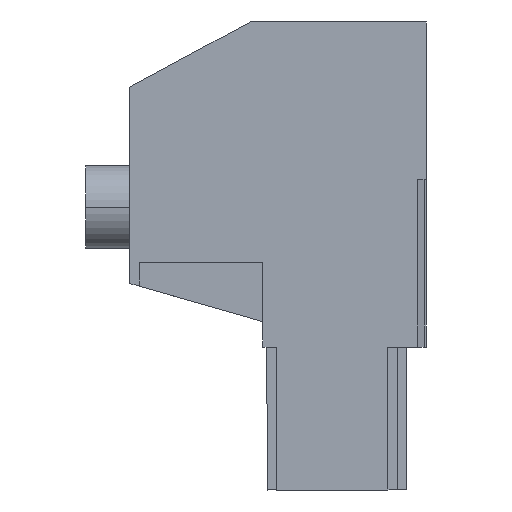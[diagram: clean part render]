
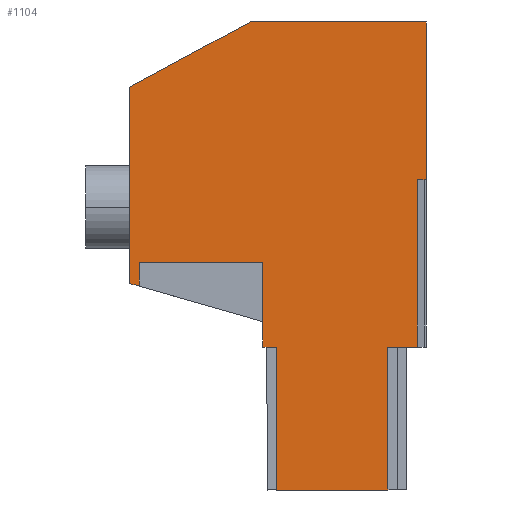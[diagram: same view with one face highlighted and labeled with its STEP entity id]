
A CAD part, left-side view. The second image highlights one B-rep face of the part: STEP entity #1104.
In plain terms, the highlighted planar face has unit normal (-1, 0, 0).
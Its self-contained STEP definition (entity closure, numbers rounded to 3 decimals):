
#1005=AXIS2_PLACEMENT_3D('Plane Axis2P3D',#1002,#1003,#1004) ;
#91=CARTESIAN_POINT('Vertex',(0.,0.915,14.6)) ;
#94=CARTESIAN_POINT('Line Origine',(0.,2.419,14.6)) ;
#98=CARTESIAN_POINT('Vertex',(0.,3.923,14.6)) ;
#611=CARTESIAN_POINT('Vertex',(0.,0.,47.8)) ;
#614=CARTESIAN_POINT('Line Origine',(0.,0.,39.75)) ;
#618=CARTESIAN_POINT('Vertex',(0.,0.,31.7)) ;
#987=CARTESIAN_POINT('Vertex',(0.,0.915,31.7)) ;
#990=CARTESIAN_POINT('Line Origine',(0.,0.915,23.15)) ;
#1002=CARTESIAN_POINT('Axis2P3D Location',(0.,2.,14.6)) ;
#1007=CARTESIAN_POINT('Line Origine',(0.,9.6,0.)) ;
#1011=CARTESIAN_POINT('Vertex',(0.,3.923,0.)) ;
#1013=CARTESIAN_POINT('Vertex',(0.,15.277,0.)) ;
#1016=CARTESIAN_POINT('Line Origine',(0.,3.923,7.3)) ;
#1021=CARTESIAN_POINT('Line Origine',(0.,0.458,31.7)) ;
#1026=CARTESIAN_POINT('Line Origine',(0.,9.,47.8)) ;
#1030=CARTESIAN_POINT('Vertex',(0.,18.,47.8)) ;
#1033=CARTESIAN_POINT('Line Origine',(0.,24.15,44.475)) ;
#1037=CARTESIAN_POINT('Vertex',(0.,30.3,41.15)) ;
#1040=CARTESIAN_POINT('Line Origine',(0.,30.3,31.125)) ;
#1044=CARTESIAN_POINT('Vertex',(0.,30.3,21.1)) ;
#1047=CARTESIAN_POINT('Line Origine',(0.,29.8,20.957)) ;
#1051=CARTESIAN_POINT('Vertex',(0.,29.3,20.813)) ;
#1054=CARTESIAN_POINT('Line Origine',(0.,29.3,22.032)) ;
#1058=CARTESIAN_POINT('Vertex',(0.,29.3,23.25)) ;
#1061=CARTESIAN_POINT('Line Origine',(0.,23.,23.25)) ;
#1065=CARTESIAN_POINT('Vertex',(0.,16.7,23.25)) ;
#1068=CARTESIAN_POINT('Line Origine',(0.,16.7,18.925)) ;
#1072=CARTESIAN_POINT('Vertex',(0.,16.7,14.6)) ;
#1075=CARTESIAN_POINT('Line Origine',(0.,15.989,14.6)) ;
#1079=CARTESIAN_POINT('Vertex',(0.,15.277,14.6)) ;
#1082=CARTESIAN_POINT('Line Origine',(0.,15.277,7.3)) ;
#95=DIRECTION('Vector Direction',(0.,1.,0.)) ;
#615=DIRECTION('Vector Direction',(0.,0.,-1.)) ;
#991=DIRECTION('Vector Direction',(0.,0.,1.)) ;
#1003=DIRECTION('Axis2P3D Direction',(-1.,0.,0.)) ;
#1004=DIRECTION('Axis2P3D XDirection',(0.,1.,0.)) ;
#1008=DIRECTION('Vector Direction',(0.,1.,0.)) ;
#1017=DIRECTION('Vector Direction',(0.,0.,-1.)) ;
#1022=DIRECTION('Vector Direction',(0.,1.,0.)) ;
#1027=DIRECTION('Vector Direction',(0.,-1.,0.)) ;
#1034=DIRECTION('Vector Direction',(0.,-0.88,0.476)) ;
#1041=DIRECTION('Vector Direction',(0.,0.,1.)) ;
#1048=DIRECTION('Vector Direction',(0.,0.961,0.276)) ;
#1055=DIRECTION('Vector Direction',(0.,0.,-1.)) ;
#1062=DIRECTION('Vector Direction',(0.,-1.,0.)) ;
#1069=DIRECTION('Vector Direction',(0.,0.,-1.)) ;
#1076=DIRECTION('Vector Direction',(0.,1.,0.)) ;
#1083=DIRECTION('Vector Direction',(0.,0.,-1.)) ;
#96=VECTOR('Line Direction',#95,1.) ;
#616=VECTOR('Line Direction',#615,1.) ;
#992=VECTOR('Line Direction',#991,1.) ;
#1009=VECTOR('Line Direction',#1008,1.) ;
#1018=VECTOR('Line Direction',#1017,1.) ;
#1023=VECTOR('Line Direction',#1022,1.) ;
#1028=VECTOR('Line Direction',#1027,1.) ;
#1035=VECTOR('Line Direction',#1034,1.) ;
#1042=VECTOR('Line Direction',#1041,1.) ;
#1049=VECTOR('Line Direction',#1048,1.) ;
#1056=VECTOR('Line Direction',#1055,1.) ;
#1063=VECTOR('Line Direction',#1062,1.) ;
#1070=VECTOR('Line Direction',#1069,1.) ;
#1077=VECTOR('Line Direction',#1076,1.) ;
#1084=VECTOR('Line Direction',#1083,1.) ;
#1088=ORIENTED_EDGE('',*,*,#1015,.F.) ;
#1089=ORIENTED_EDGE('',*,*,#1020,.F.) ;
#1090=ORIENTED_EDGE('',*,*,#100,.F.) ;
#1091=ORIENTED_EDGE('',*,*,#994,.T.) ;
#1092=ORIENTED_EDGE('',*,*,#1025,.F.) ;
#1093=ORIENTED_EDGE('',*,*,#620,.F.) ;
#1094=ORIENTED_EDGE('',*,*,#1032,.F.) ;
#1095=ORIENTED_EDGE('',*,*,#1039,.F.) ;
#1096=ORIENTED_EDGE('',*,*,#1046,.F.) ;
#1097=ORIENTED_EDGE('',*,*,#1053,.F.) ;
#1098=ORIENTED_EDGE('',*,*,#1060,.F.) ;
#1099=ORIENTED_EDGE('',*,*,#1067,.F.) ;
#1100=ORIENTED_EDGE('',*,*,#1074,.T.) ;
#1101=ORIENTED_EDGE('',*,*,#1081,.F.) ;
#1102=ORIENTED_EDGE('',*,*,#1086,.T.) ;
#1104=ADVANCED_FACE('HOUSING',(#1103),#1006,.T.) ;
#100=EDGE_CURVE('',#92,#99,#97,.T.) ;
#620=EDGE_CURVE('',#612,#619,#617,.T.) ;
#994=EDGE_CURVE('',#92,#988,#993,.T.) ;
#1015=EDGE_CURVE('',#1012,#1014,#1010,.T.) ;
#1020=EDGE_CURVE('',#99,#1012,#1019,.T.) ;
#1025=EDGE_CURVE('',#619,#988,#1024,.T.) ;
#1032=EDGE_CURVE('',#1031,#612,#1029,.T.) ;
#1039=EDGE_CURVE('',#1038,#1031,#1036,.T.) ;
#1046=EDGE_CURVE('',#1045,#1038,#1043,.T.) ;
#1053=EDGE_CURVE('',#1052,#1045,#1050,.T.) ;
#1060=EDGE_CURVE('',#1059,#1052,#1057,.T.) ;
#1067=EDGE_CURVE('',#1066,#1059,#1064,.F.) ;
#1074=EDGE_CURVE('',#1066,#1073,#1071,.T.) ;
#1081=EDGE_CURVE('',#1080,#1073,#1078,.T.) ;
#1086=EDGE_CURVE('',#1080,#1014,#1085,.T.) ;
#1087=EDGE_LOOP('',(#1088,#1089,#1090,#1091,#1092,#1093,#1094,#1095,#1096,#1097,#1098,#1099,#1100,#1101,#1102)) ;
#1103=FACE_OUTER_BOUND('',#1087,.T.) ;
#97=LINE('Line',#94,#96) ;
#617=LINE('Line',#614,#616) ;
#993=LINE('Line',#990,#992) ;
#1010=LINE('Line',#1007,#1009) ;
#1019=LINE('Line',#1016,#1018) ;
#1024=LINE('Line',#1021,#1023) ;
#1029=LINE('Line',#1026,#1028) ;
#1036=LINE('Line',#1033,#1035) ;
#1043=LINE('Line',#1040,#1042) ;
#1050=LINE('Line',#1047,#1049) ;
#1057=LINE('Line',#1054,#1056) ;
#1064=LINE('Line',#1061,#1063) ;
#1071=LINE('Line',#1068,#1070) ;
#1078=LINE('Line',#1075,#1077) ;
#1085=LINE('Line',#1082,#1084) ;
#1006=PLANE('',#1005) ;
#92=VERTEX_POINT('',#91) ;
#99=VERTEX_POINT('',#98) ;
#612=VERTEX_POINT('',#611) ;
#619=VERTEX_POINT('',#618) ;
#988=VERTEX_POINT('',#987) ;
#1012=VERTEX_POINT('',#1011) ;
#1014=VERTEX_POINT('',#1013) ;
#1031=VERTEX_POINT('',#1030) ;
#1038=VERTEX_POINT('',#1037) ;
#1045=VERTEX_POINT('',#1044) ;
#1052=VERTEX_POINT('',#1051) ;
#1059=VERTEX_POINT('',#1058) ;
#1066=VERTEX_POINT('',#1065) ;
#1073=VERTEX_POINT('',#1072) ;
#1080=VERTEX_POINT('',#1079) ;
